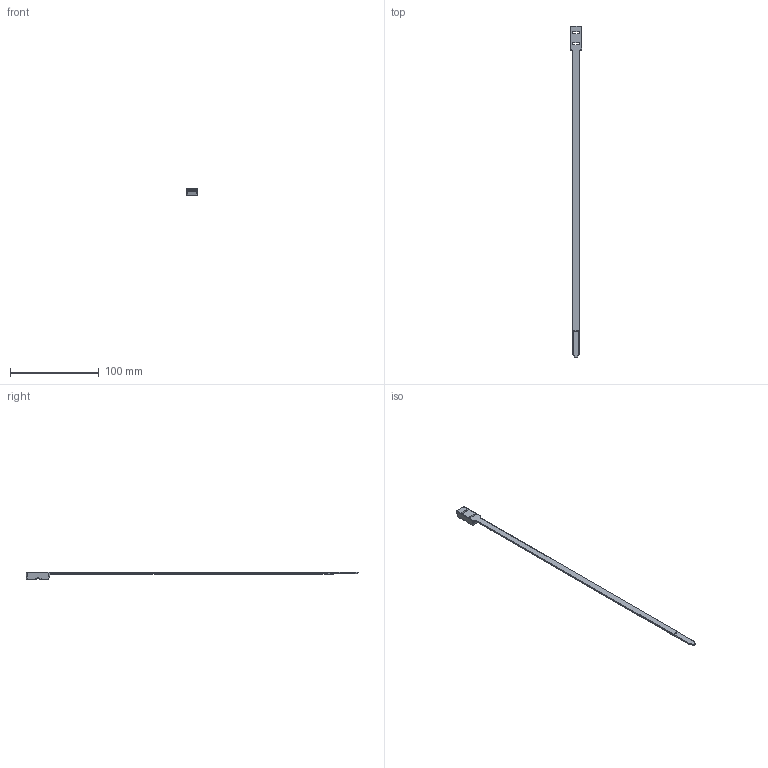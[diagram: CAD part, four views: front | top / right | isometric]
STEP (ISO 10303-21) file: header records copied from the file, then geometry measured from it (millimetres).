
FILE_DESCRIPTION(/* description */ (''),/* implementation_level */ '2;1');
FILE_NAME(/* name */ 'PANDUIT_PLB4H.stp',/* time_stamp */ '2014-04-09T09:18:39-05:00',/* author */ (''),/* organization */ (''),/* preprocessor_version */ 'ST-DEVELOPER v11',/* originating_system */ 'SIEMENS PLM Software NX 7.5',/* authorisation */ '');
FILE_SCHEMA (('CONFIG_CONTROL_DESIGN'));
Length unit declared in the file: inch
Products named in the file (1): bwg104Eroz5
Bounding box: 12.45 x 373.28 x 8.18 mm (x, y, z)
Volume: 6792.2 mm3; surface area: 7784.7 mm2
Topology: 1 solids, 1 shells, 298 faces, 758 edges, 474 vertices
Faces by surface type: plane 129, cylinder 112, bspline 39, cone 9, torus 5, extrusion 4
Entity records: 10118 total; most frequent: CARTESIAN_POINT 2911, ORIENTED_EDGE 1514, DIRECTION 1469, EDGE_CURVE 757, AXIS2_PLACEMENT_3D 514, VERTEX_POINT 474, VECTOR 441, LINE 437
